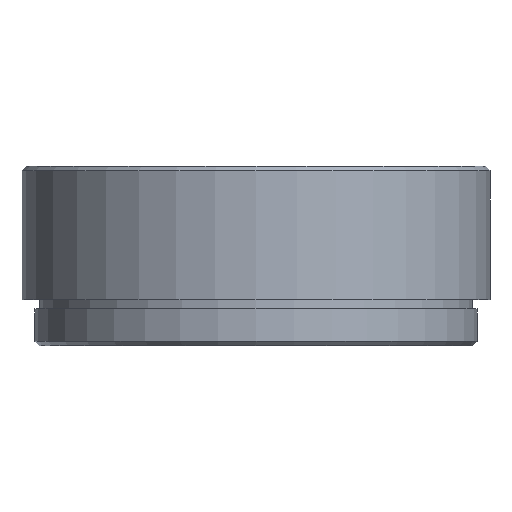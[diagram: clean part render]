
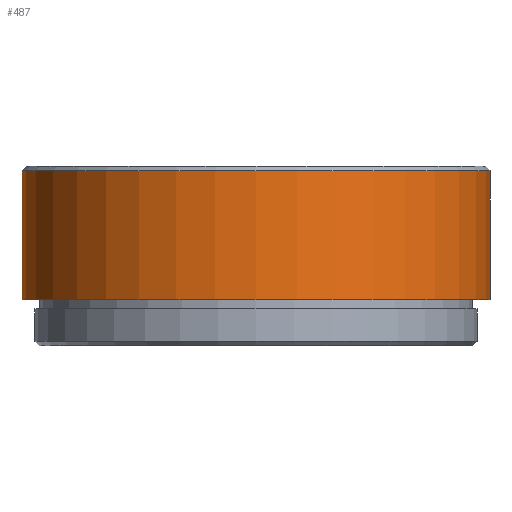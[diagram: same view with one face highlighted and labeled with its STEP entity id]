
A CAD part, front view. The second image highlights one B-rep face of the part: STEP entity #487.
In plain terms, the highlighted cylindrical face has radius 25.4 mm (diameter 50.8 mm), a partial arc.
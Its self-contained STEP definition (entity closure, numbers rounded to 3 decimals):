
#125 = DIRECTION ( 'NONE',  ( -1., 0., 0. ) ) ;
#201 = DIRECTION ( 'NONE',  ( 0., 0., -1. ) ) ;
#269 = EDGE_CURVE ( 'NONE', #502, #1691, #1074, .T. ) ;
#319 = CIRCLE ( 'NONE', #1303, 25.4 ) ;
#395 = EDGE_CURVE ( 'NONE', #1895, #502, #319, .T. ) ;
#487 = ADVANCED_FACE ( 'NONE', ( #1716 ), #1443, .T. ) ;
#493 = VECTOR ( 'NONE', #1220, 1000. ) ;
#502 = VERTEX_POINT ( 'NONE', #1877 ) ;
#523 = CARTESIAN_POINT ( 'NONE',  ( -25.4, 0., 5. ) ) ;
#531 = CIRCLE ( 'NONE', #1823, 25.4 ) ;
#666 = ORIENTED_EDGE ( 'NONE', *, *, #1484, .F. ) ;
#797 = CARTESIAN_POINT ( 'NONE',  ( -25.4, 0., 19.5 ) ) ;
#808 = VECTOR ( 'NONE', #1696, 1000. ) ;
#930 = CARTESIAN_POINT ( 'NONE',  ( 25.4, 0., 5. ) ) ;
#966 = AXIS2_PLACEMENT_3D ( 'NONE', #1723, #1593, #125 ) ;
#986 = CARTESIAN_POINT ( 'NONE',  ( 25.4, 0., 19. ) ) ;
#1008 = VERTEX_POINT ( 'NONE', #930 ) ;
#1074 = LINE ( 'NONE', #797, #808 ) ;
#1220 = DIRECTION ( 'NONE',  ( 0., 0., -1. ) ) ;
#1243 = EDGE_LOOP ( 'NONE', ( #666, #1254, #1792, #1697 ) ) ;
#1254 = ORIENTED_EDGE ( 'NONE', *, *, #395, .T. ) ;
#1278 = DIRECTION ( 'NONE',  ( 0., 0., -1. ) ) ;
#1303 = AXIS2_PLACEMENT_3D ( 'NONE', #1813, #201, #1384 ) ;
#1359 = CARTESIAN_POINT ( 'NONE',  ( 25.4, 0., 19.5 ) ) ;
#1384 = DIRECTION ( 'NONE',  ( 1., 0., 0. ) ) ;
#1424 = DIRECTION ( 'NONE',  ( -1., 0., 0. ) ) ;
#1443 = CYLINDRICAL_SURFACE ( 'NONE', #966, 25.4 ) ;
#1484 = EDGE_CURVE ( 'NONE', #1895, #1008, #1656, .T. ) ;
#1593 = DIRECTION ( 'NONE',  ( 0., 0., -1. ) ) ;
#1656 = LINE ( 'NONE', #1359, #493 ) ;
#1691 = VERTEX_POINT ( 'NONE', #523 ) ;
#1696 = DIRECTION ( 'NONE',  ( 0., 0., -1. ) ) ;
#1697 = ORIENTED_EDGE ( 'NONE', *, *, #1871, .F. ) ;
#1716 = FACE_OUTER_BOUND ( 'NONE', #1243, .T. ) ;
#1723 = CARTESIAN_POINT ( 'NONE',  ( 0., 0., 19.5 ) ) ;
#1792 = ORIENTED_EDGE ( 'NONE', *, *, #269, .T. ) ;
#1813 = CARTESIAN_POINT ( 'NONE',  ( 0., 0., 19. ) ) ;
#1823 = AXIS2_PLACEMENT_3D ( 'NONE', #1902, #1278, #1424 ) ;
#1871 = EDGE_CURVE ( 'NONE', #1008, #1691, #531, .T. ) ;
#1877 = CARTESIAN_POINT ( 'NONE',  ( -25.4, 0., 19. ) ) ;
#1895 = VERTEX_POINT ( 'NONE', #986 ) ;
#1902 = CARTESIAN_POINT ( 'NONE',  ( 0., 0., 5. ) ) ;
